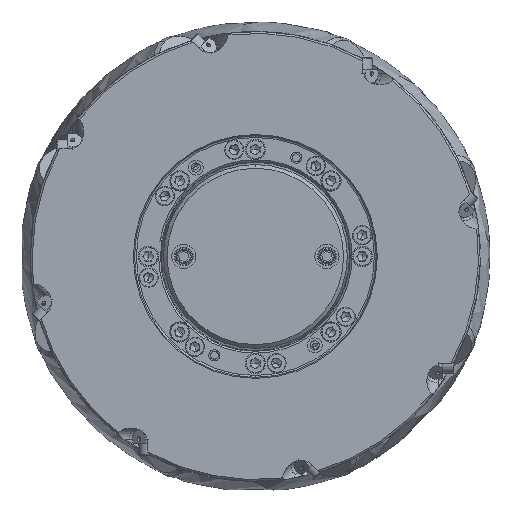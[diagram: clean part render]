
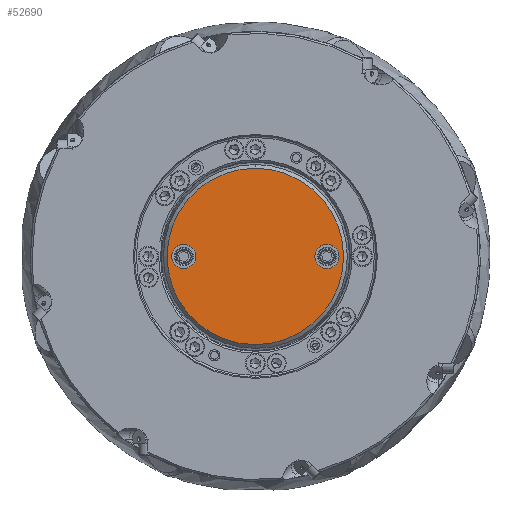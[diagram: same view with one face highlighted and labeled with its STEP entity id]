
A CAD part, top view. The second image highlights one B-rep face of the part: STEP entity #52690.
In plain terms, the highlighted planar face has unit normal (0, 0, 1).
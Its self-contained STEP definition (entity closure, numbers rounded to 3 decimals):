
#451 = DIRECTION ( 'NONE',  ( 0., 0., 1. ) ) ;
#624 = EDGE_CURVE ( 'NONE', #50605, #34309, #23083, .T. ) ;
#1255 = ORIENTED_EDGE ( 'NONE', *, *, #624, .T. ) ;
#2048 = CARTESIAN_POINT ( 'NONE',  ( -38.5, 6.5, 63.9 ) ) ;
#3513 = DIRECTION ( 'NONE',  ( 0., -1., 0. ) ) ;
#4348 = ORIENTED_EDGE ( 'NONE', *, *, #43477, .F. ) ;
#5075 = DIRECTION ( 'NONE',  ( 0., 1., 0. ) ) ;
#7030 = EDGE_LOOP ( 'NONE', ( #32423, #64043 ) ) ;
#8636 = VERTEX_POINT ( 'NONE', #12329 ) ;
#11067 = AXIS2_PLACEMENT_3D ( 'NONE', #33166, #22211, #65449 ) ;
#11287 = FACE_OUTER_BOUND ( 'NONE', #52672, .T. ) ;
#12329 = CARTESIAN_POINT ( 'NONE',  ( -38.5, -6.5, 63.9 ) ) ;
#13852 = DIRECTION ( 'NONE',  ( 0., 1., 0. ) ) ;
#18447 = AXIS2_PLACEMENT_3D ( 'NONE', #31069, #47028, #3513 ) ;
#18861 = ORIENTED_EDGE ( 'NONE', *, *, #53462, .T. ) ;
#19058 = CARTESIAN_POINT ( 'NONE',  ( 38.5, 0., 63.9 ) ) ;
#19167 = DIRECTION ( 'NONE',  ( 0., 0., 1. ) ) ;
#19948 = EDGE_CURVE ( 'NONE', #69580, #57040, #63535, .T. ) ;
#20089 = DIRECTION ( 'NONE',  ( 0., -1., 0. ) ) ;
#21875 = PLANE ( 'NONE',  #11067 ) ;
#21879 = AXIS2_PLACEMENT_3D ( 'NONE', #54623, #64593, #5075 ) ;
#22211 = DIRECTION ( 'NONE',  ( 0., 0., -1. ) ) ;
#22893 = CIRCLE ( 'NONE', #45540, 6.5 ) ;
#23083 = CIRCLE ( 'NONE', #24181, 47.442 ) ;
#24181 = AXIS2_PLACEMENT_3D ( 'NONE', #37562, #451, #27658 ) ;
#26175 = AXIS2_PLACEMENT_3D ( 'NONE', #19058, #62317, #20089 ) ;
#26322 = DIRECTION ( 'NONE',  ( 0., 1., 0. ) ) ;
#27658 = DIRECTION ( 'NONE',  ( 0., 1., 0. ) ) ;
#31069 = CARTESIAN_POINT ( 'NONE',  ( 38.5, 0., 63.9 ) ) ;
#32423 = ORIENTED_EDGE ( 'NONE', *, *, #58436, .F. ) ;
#33166 = CARTESIAN_POINT ( 'NONE',  ( 0., 0., 63.9 ) ) ;
#34309 = VERTEX_POINT ( 'NONE', #65890 ) ;
#37562 = CARTESIAN_POINT ( 'NONE',  ( 0., 0., 63.9 ) ) ;
#37892 = VERTEX_POINT ( 'NONE', #2048 ) ;
#38842 = CARTESIAN_POINT ( 'NONE',  ( 0., 47.442, 63.9 ) ) ;
#39863 = CIRCLE ( 'NONE', #18447, 6.5 ) ;
#43477 = EDGE_CURVE ( 'NONE', #37892, #8636, #22893, .T. ) ;
#45010 = CARTESIAN_POINT ( 'NONE',  ( 38.5, 6.5, 63.9 ) ) ;
#45540 = AXIS2_PLACEMENT_3D ( 'NONE', #67700, #19167, #13852 ) ;
#45862 = EDGE_CURVE ( 'NONE', #8636, #37892, #66039, .T. ) ;
#47028 = DIRECTION ( 'NONE',  ( 0., 0., 1. ) ) ;
#48084 = FACE_BOUND ( 'NONE', #7030, .T. ) ;
#48610 = DIRECTION ( 'NONE',  ( 0., 0., 1. ) ) ;
#50605 = VERTEX_POINT ( 'NONE', #38842 ) ;
#52672 = EDGE_LOOP ( 'NONE', ( #18861, #1255 ) ) ;
#52690 = ADVANCED_FACE ( 'NONE', ( #48084, #54103, #11287 ), #21875, .F. ) ;
#52818 = ORIENTED_EDGE ( 'NONE', *, *, #45862, .F. ) ;
#53462 = EDGE_CURVE ( 'NONE', #34309, #50605, #64281, .T. ) ;
#54103 = FACE_BOUND ( 'NONE', #61731, .T. ) ;
#54623 = CARTESIAN_POINT ( 'NONE',  ( -38.5, 0., 63.9 ) ) ;
#57040 = VERTEX_POINT ( 'NONE', #45010 ) ;
#57526 = AXIS2_PLACEMENT_3D ( 'NONE', #65279, #48610, #26322 ) ;
#58436 = EDGE_CURVE ( 'NONE', #57040, #69580, #39863, .T. ) ;
#61731 = EDGE_LOOP ( 'NONE', ( #4348, #52818 ) ) ;
#62317 = DIRECTION ( 'NONE',  ( 0., 0., 1. ) ) ;
#63535 = CIRCLE ( 'NONE', #26175, 6.5 ) ;
#64043 = ORIENTED_EDGE ( 'NONE', *, *, #19948, .F. ) ;
#64281 = CIRCLE ( 'NONE', #57526, 47.442 ) ;
#64593 = DIRECTION ( 'NONE',  ( 0., 0., 1. ) ) ;
#65279 = CARTESIAN_POINT ( 'NONE',  ( 0., 0., 63.9 ) ) ;
#65449 = DIRECTION ( 'NONE',  ( 0., -1., 0. ) ) ;
#65890 = CARTESIAN_POINT ( 'NONE',  ( 0., -47.442, 63.9 ) ) ;
#66039 = CIRCLE ( 'NONE', #21879, 6.5 ) ;
#67700 = CARTESIAN_POINT ( 'NONE',  ( -38.5, 0., 63.9 ) ) ;
#69165 = CARTESIAN_POINT ( 'NONE',  ( 38.5, -6.5, 63.9 ) ) ;
#69580 = VERTEX_POINT ( 'NONE', #69165 ) ;
